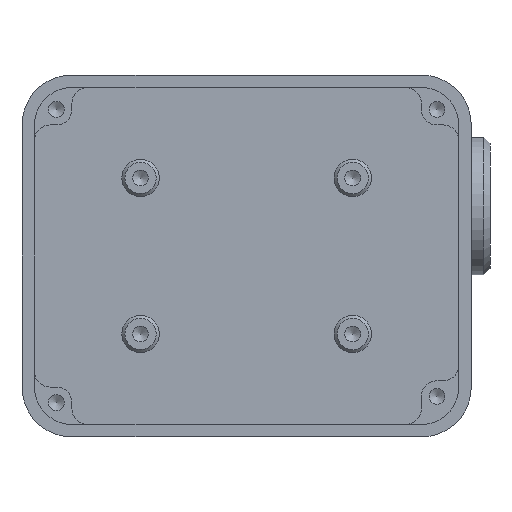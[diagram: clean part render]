
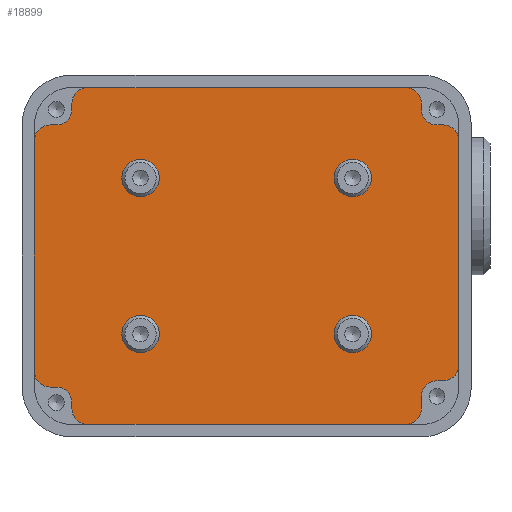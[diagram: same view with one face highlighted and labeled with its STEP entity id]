
A CAD part, front view. The second image highlights one B-rep face of the part: STEP entity #18899.
In plain terms, the highlighted planar face has unit normal (0, -1, 0).
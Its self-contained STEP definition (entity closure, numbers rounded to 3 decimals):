
#94=FACE_BOUND('',#2991,.T.);
#95=FACE_BOUND('',#2992,.T.);
#96=FACE_BOUND('',#2993,.T.);
#97=FACE_BOUND('',#2994,.T.);
#1113=PLANE('',#19883);
#2028=FACE_OUTER_BOUND('',#2990,.T.);
#2990=EDGE_LOOP('',(#16625,#16626,#16627,#16628,#16629,#16630,#16631,#16632,
#16633,#16634,#16635,#16636,#16637,#16638,#16639,#16640,#16641,#16642,#16643,
#16644,#16645,#16646,#16647,#16648));
#2991=EDGE_LOOP('',(#16649));
#2992=EDGE_LOOP('',(#16650));
#2993=EDGE_LOOP('',(#16651));
#2994=EDGE_LOOP('',(#16652));
#3291=LINE('',#24688,#5809);
#5696=LINE('',#29583,#8214);
#5697=LINE('',#29586,#8215);
#5698=LINE('',#29588,#8216);
#5699=LINE('',#29592,#8217);
#5700=LINE('',#29596,#8218);
#5701=LINE('',#29600,#8219);
#5702=LINE('',#29604,#8220);
#5703=LINE('',#29608,#8221);
#5704=LINE('',#29613,#8222);
#5705=LINE('',#29617,#8223);
#5706=LINE('',#29620,#8224);
#5809=VECTOR('',#20164,10.);
#8214=VECTOR('',#24283,10.);
#8215=VECTOR('',#24286,10.);
#8216=VECTOR('',#24287,10.);
#8217=VECTOR('',#24290,10.);
#8218=VECTOR('',#24293,10.);
#8219=VECTOR('',#24296,10.);
#8220=VECTOR('',#24299,10.);
#8221=VECTOR('',#24302,10.);
#8222=VECTOR('',#24307,10.);
#8223=VECTOR('',#24310,10.);
#8224=VECTOR('',#24313,10.);
#8273=CIRCLE('',#18952,3.);
#8278=CIRCLE('',#18960,3.);
#8283=CIRCLE('',#18968,3.);
#8288=CIRCLE('',#18976,3.);
#8304=CIRCLE('',#19004,2.5);
#8351=CIRCLE('',#19881,2.5);
#8353=CIRCLE('',#19884,2.5);
#8354=CIRCLE('',#19885,2.5);
#8355=CIRCLE('',#19886,2.5);
#8356=CIRCLE('',#19887,2.5);
#8357=CIRCLE('',#19888,2.5);
#8358=CIRCLE('',#19889,2.5);
#8359=CIRCLE('',#19890,2.5);
#8360=CIRCLE('',#19891,2.5);
#8361=CIRCLE('',#19892,2.5);
#8362=CIRCLE('',#19893,2.5);
#8385=VERTEX_POINT('',#24476);
#8390=VERTEX_POINT('',#24491);
#8395=VERTEX_POINT('',#24506);
#8400=VERTEX_POINT('',#24521);
#8421=VERTEX_POINT('',#24591);
#8422=VERTEX_POINT('',#24593);
#8455=VERTEX_POINT('',#24685);
#8456=VERTEX_POINT('',#24687);
#10085=VERTEX_POINT('',#29573);
#10086=VERTEX_POINT('',#29574);
#10089=VERTEX_POINT('',#29582);
#10090=VERTEX_POINT('',#29584);
#10091=VERTEX_POINT('',#29587);
#10092=VERTEX_POINT('',#29589);
#10093=VERTEX_POINT('',#29591);
#10094=VERTEX_POINT('',#29593);
#10095=VERTEX_POINT('',#29595);
#10096=VERTEX_POINT('',#29597);
#10097=VERTEX_POINT('',#29599);
#10098=VERTEX_POINT('',#29601);
#10099=VERTEX_POINT('',#29603);
#10100=VERTEX_POINT('',#29605);
#10101=VERTEX_POINT('',#29607);
#10102=VERTEX_POINT('',#29610);
#10103=VERTEX_POINT('',#29612);
#10104=VERTEX_POINT('',#29614);
#10105=VERTEX_POINT('',#29616);
#10106=VERTEX_POINT('',#29618);
#10144=EDGE_CURVE('',#8385,#8385,#8273,.T.);
#10151=EDGE_CURVE('',#8390,#8390,#8278,.T.);
#10158=EDGE_CURVE('',#8395,#8395,#8283,.T.);
#10165=EDGE_CURVE('',#8400,#8400,#8288,.T.);
#10193=EDGE_CURVE('',#8422,#8421,#8304,.T.);
#10240=EDGE_CURVE('',#8455,#8456,#3291,.F.);
#12680=EDGE_CURVE('',#10085,#10086,#8351,.T.);
#12684=EDGE_CURVE('',#10086,#10089,#5696,.T.);
#12685=EDGE_CURVE('',#10090,#10089,#8353,.F.);
#12686=EDGE_CURVE('',#10090,#8422,#5697,.T.);
#12687=EDGE_CURVE('',#10091,#8421,#5698,.F.);
#12688=EDGE_CURVE('',#10091,#10092,#8354,.T.);
#12689=EDGE_CURVE('',#10092,#10093,#5699,.T.);
#12690=EDGE_CURVE('',#10094,#10093,#8355,.F.);
#12691=EDGE_CURVE('',#10094,#10095,#5700,.T.);
#12692=EDGE_CURVE('',#10095,#10096,#8356,.T.);
#12693=EDGE_CURVE('',#10097,#10096,#5701,.F.);
#12694=EDGE_CURVE('',#10097,#10098,#8357,.T.);
#12695=EDGE_CURVE('',#10098,#10099,#5702,.T.);
#12696=EDGE_CURVE('',#10100,#10099,#8358,.F.);
#12697=EDGE_CURVE('',#10100,#10101,#5703,.T.);
#12698=EDGE_CURVE('',#10101,#8456,#8359,.T.);
#12699=EDGE_CURVE('',#8455,#10102,#8360,.T.);
#12700=EDGE_CURVE('',#10102,#10103,#5704,.T.);
#12701=EDGE_CURVE('',#10104,#10103,#8361,.F.);
#12702=EDGE_CURVE('',#10104,#10105,#5705,.T.);
#12703=EDGE_CURVE('',#10105,#10106,#8362,.T.);
#12704=EDGE_CURVE('',#10085,#10106,#5706,.F.);
#16625=ORIENTED_EDGE('',*,*,#12680,.T.);
#16626=ORIENTED_EDGE('',*,*,#12684,.T.);
#16627=ORIENTED_EDGE('',*,*,#12685,.F.);
#16628=ORIENTED_EDGE('',*,*,#12686,.T.);
#16629=ORIENTED_EDGE('',*,*,#10193,.T.);
#16630=ORIENTED_EDGE('',*,*,#12687,.F.);
#16631=ORIENTED_EDGE('',*,*,#12688,.T.);
#16632=ORIENTED_EDGE('',*,*,#12689,.T.);
#16633=ORIENTED_EDGE('',*,*,#12690,.F.);
#16634=ORIENTED_EDGE('',*,*,#12691,.T.);
#16635=ORIENTED_EDGE('',*,*,#12692,.T.);
#16636=ORIENTED_EDGE('',*,*,#12693,.F.);
#16637=ORIENTED_EDGE('',*,*,#12694,.T.);
#16638=ORIENTED_EDGE('',*,*,#12695,.T.);
#16639=ORIENTED_EDGE('',*,*,#12696,.F.);
#16640=ORIENTED_EDGE('',*,*,#12697,.T.);
#16641=ORIENTED_EDGE('',*,*,#12698,.T.);
#16642=ORIENTED_EDGE('',*,*,#10240,.F.);
#16643=ORIENTED_EDGE('',*,*,#12699,.T.);
#16644=ORIENTED_EDGE('',*,*,#12700,.T.);
#16645=ORIENTED_EDGE('',*,*,#12701,.F.);
#16646=ORIENTED_EDGE('',*,*,#12702,.T.);
#16647=ORIENTED_EDGE('',*,*,#12703,.T.);
#16648=ORIENTED_EDGE('',*,*,#12704,.F.);
#16649=ORIENTED_EDGE('',*,*,#10151,.T.);
#16650=ORIENTED_EDGE('',*,*,#10144,.T.);
#16651=ORIENTED_EDGE('',*,*,#10158,.T.);
#16652=ORIENTED_EDGE('',*,*,#10165,.T.);
#18899=ADVANCED_FACE('',(#2028,#94,#95,#96,#97),#1113,.F.);
#18952=AXIS2_PLACEMENT_3D('',#24478,#19960,#19961);
#18960=AXIS2_PLACEMENT_3D('',#24493,#19978,#19979);
#18968=AXIS2_PLACEMENT_3D('',#24508,#19996,#19997);
#18976=AXIS2_PLACEMENT_3D('',#24523,#20014,#20015);
#19004=AXIS2_PLACEMENT_3D('',#24594,#20081,#20082);
#19881=AXIS2_PLACEMENT_3D('',#29575,#24275,#24276);
#19883=AXIS2_PLACEMENT_3D('',#29581,#24281,#24282);
#19884=AXIS2_PLACEMENT_3D('',#29585,#24284,#24285);
#19885=AXIS2_PLACEMENT_3D('',#29590,#24288,#24289);
#19886=AXIS2_PLACEMENT_3D('',#29594,#24291,#24292);
#19887=AXIS2_PLACEMENT_3D('',#29598,#24294,#24295);
#19888=AXIS2_PLACEMENT_3D('',#29602,#24297,#24298);
#19889=AXIS2_PLACEMENT_3D('',#29606,#24300,#24301);
#19890=AXIS2_PLACEMENT_3D('',#29609,#24303,#24304);
#19891=AXIS2_PLACEMENT_3D('',#29611,#24305,#24306);
#19892=AXIS2_PLACEMENT_3D('',#29615,#24308,#24309);
#19893=AXIS2_PLACEMENT_3D('',#29619,#24311,#24312);
#19960=DIRECTION('center_axis',(0.,1.,0.));
#19961=DIRECTION('ref_axis',(1.,0.,0.));
#19978=DIRECTION('center_axis',(0.,1.,0.));
#19979=DIRECTION('ref_axis',(1.,0.,0.));
#19996=DIRECTION('center_axis',(0.,1.,0.));
#19997=DIRECTION('ref_axis',(1.,0.,0.));
#20014=DIRECTION('center_axis',(0.,1.,0.));
#20015=DIRECTION('ref_axis',(1.,0.,0.));
#20081=DIRECTION('center_axis',(0.,-1.,0.));
#20082=DIRECTION('ref_axis',(-0.707,0.,0.707));
#20164=DIRECTION('',(0.,0.,1.));
#24275=DIRECTION('center_axis',(0.,-1.,0.));
#24276=DIRECTION('ref_axis',(-0.707,0.,0.707));
#24281=DIRECTION('center_axis',(0.,1.,0.));
#24282=DIRECTION('ref_axis',(0.,0.,1.));
#24283=DIRECTION('',(0.,0.,-1.));
#24284=DIRECTION('center_axis',(0.,1.,0.));
#24285=DIRECTION('ref_axis',(0.707,0.,-0.707));
#24286=DIRECTION('',(-1.,0.,0.));
#24287=DIRECTION('',(0.,0.,-1.));
#24288=DIRECTION('center_axis',(0.,-1.,0.));
#24289=DIRECTION('ref_axis',(-0.707,0.,-0.707));
#24290=DIRECTION('',(1.,0.,0.));
#24291=DIRECTION('center_axis',(0.,1.,0.));
#24292=DIRECTION('ref_axis',(0.707,0.,0.707));
#24293=DIRECTION('',(0.,0.,-1.));
#24294=DIRECTION('center_axis',(0.,-1.,0.));
#24295=DIRECTION('ref_axis',(-0.707,0.,-0.707));
#24296=DIRECTION('',(1.,0.,0.));
#24297=DIRECTION('center_axis',(0.,-1.,0.));
#24298=DIRECTION('ref_axis',(0.707,0.,-0.707));
#24299=DIRECTION('',(0.,0.,1.));
#24300=DIRECTION('center_axis',(0.,1.,0.));
#24301=DIRECTION('ref_axis',(-0.707,0.,0.707));
#24302=DIRECTION('',(1.,0.,0.));
#24303=DIRECTION('center_axis',(0.,-1.,0.));
#24304=DIRECTION('ref_axis',(0.707,0.,-0.707));
#24305=DIRECTION('center_axis',(0.,-1.,0.));
#24306=DIRECTION('ref_axis',(0.707,0.,0.707));
#24307=DIRECTION('',(-1.,0.,0.));
#24308=DIRECTION('center_axis',(0.,1.,0.));
#24309=DIRECTION('ref_axis',(-0.707,0.,-0.707));
#24310=DIRECTION('',(0.,0.,1.));
#24311=DIRECTION('center_axis',(0.,-1.,0.));
#24312=DIRECTION('ref_axis',(0.707,0.,0.707));
#24313=DIRECTION('',(-1.,0.,0.));
#24476=CARTESIAN_POINT('',(16.,36.,41.5));
#24478=CARTESIAN_POINT('Origin',(19.,36.,41.5));
#24491=CARTESIAN_POINT('',(16.,36.,16.5));
#24493=CARTESIAN_POINT('Origin',(19.,36.,16.5));
#24506=CARTESIAN_POINT('',(50.,36.,16.5));
#24508=CARTESIAN_POINT('Origin',(53.,36.,16.5));
#24521=CARTESIAN_POINT('',(50.,36.,41.5));
#24523=CARTESIAN_POINT('Origin',(53.,36.,41.5));
#24591=CARTESIAN_POINT('',(2.,36.,47.5));
#24593=CARTESIAN_POINT('',(4.5,36.,50.));
#24594=CARTESIAN_POINT('Origin',(4.5,36.,47.5));
#24685=CARTESIAN_POINT('',(70.,36.,47.5));
#24687=CARTESIAN_POINT('',(70.,36.,11.5));
#24688=CARTESIAN_POINT('',(70.,36.,43.5));
#29573=CARTESIAN_POINT('',(10.5,36.,56.));
#29574=CARTESIAN_POINT('',(8.,36.,53.5));
#29575=CARTESIAN_POINT('Origin',(10.5,36.,53.5));
#29581=CARTESIAN_POINT('Origin',(36.,36.,29.));
#29582=CARTESIAN_POINT('',(8.,36.,52.5));
#29583=CARTESIAN_POINT('',(8.,36.,39.5));
#29584=CARTESIAN_POINT('',(5.5,36.,50.));
#29585=CARTESIAN_POINT('Origin',(5.5,36.,52.5));
#29586=CARTESIAN_POINT('',(19.,36.,50.));
#29587=CARTESIAN_POINT('',(2.,36.,10.5));
#29588=CARTESIAN_POINT('',(2.,36.,14.5));
#29589=CARTESIAN_POINT('',(4.5,36.,8.));
#29590=CARTESIAN_POINT('Origin',(4.5,36.,10.5));
#29591=CARTESIAN_POINT('',(5.5,36.,8.));
#29592=CARTESIAN_POINT('',(22.,36.,8.));
#29593=CARTESIAN_POINT('',(8.,36.,5.5));
#29594=CARTESIAN_POINT('Origin',(5.5,36.,5.5));
#29595=CARTESIAN_POINT('',(8.,36.,4.5));
#29596=CARTESIAN_POINT('',(8.,36.,15.5));
#29597=CARTESIAN_POINT('',(10.5,36.,2.));
#29598=CARTESIAN_POINT('Origin',(10.5,36.,4.5));
#29599=CARTESIAN_POINT('',(61.5,36.,2.));
#29600=CARTESIAN_POINT('',(54.,36.,2.));
#29601=CARTESIAN_POINT('',(64.,36.,4.5));
#29602=CARTESIAN_POINT('Origin',(61.5,36.,4.5));
#29603=CARTESIAN_POINT('',(64.,36.,6.5));
#29604=CARTESIAN_POINT('',(64.,36.,19.));
#29605=CARTESIAN_POINT('',(66.5,36.,9.));
#29606=CARTESIAN_POINT('Origin',(66.5,36.,6.5));
#29607=CARTESIAN_POINT('',(67.5,36.,9.));
#29608=CARTESIAN_POINT('',(53.,36.,9.));
#29609=CARTESIAN_POINT('Origin',(67.5,36.,11.5));
#29610=CARTESIAN_POINT('',(67.5,36.,50.));
#29611=CARTESIAN_POINT('Origin',(67.5,36.,47.5));
#29612=CARTESIAN_POINT('',(66.5,36.,50.));
#29613=CARTESIAN_POINT('',(50.,36.,50.));
#29614=CARTESIAN_POINT('',(64.,36.,52.5));
#29615=CARTESIAN_POINT('Origin',(66.5,36.,52.5));
#29616=CARTESIAN_POINT('',(64.,36.,53.5));
#29617=CARTESIAN_POINT('',(64.,36.,42.5));
#29618=CARTESIAN_POINT('',(61.5,36.,56.));
#29619=CARTESIAN_POINT('Origin',(61.5,36.,53.5));
#29620=CARTESIAN_POINT('',(18.,36.,56.));
